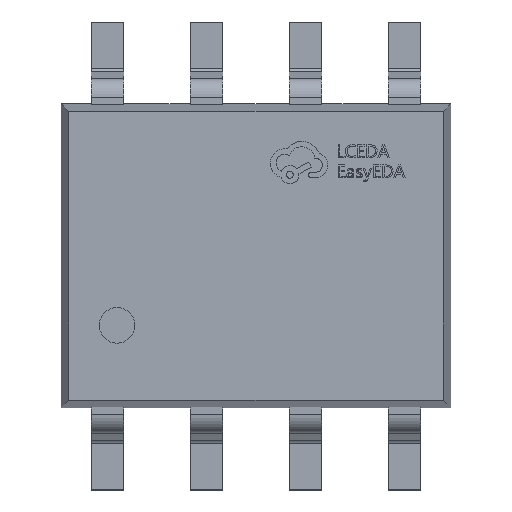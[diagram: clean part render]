
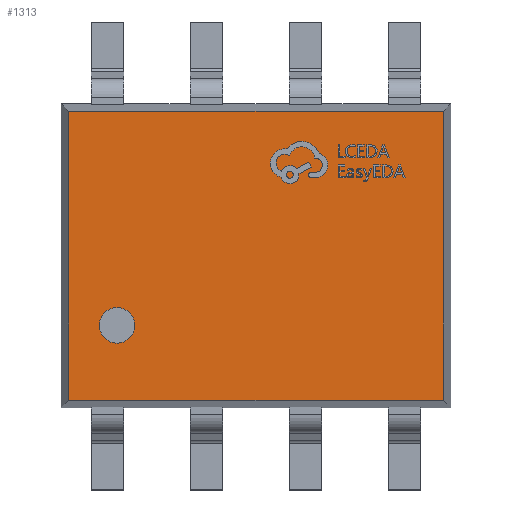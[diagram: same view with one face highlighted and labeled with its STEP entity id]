
A CAD part, top view. The second image highlights one B-rep face of the part: STEP entity #1313.
In plain terms, the highlighted planar face has unit normal (0, 0, 1).
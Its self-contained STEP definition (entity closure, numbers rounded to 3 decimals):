
#140 = VERTEX_POINT('',#141);
#141 = CARTESIAN_POINT('',(-1.555,-0.892,
    1.55));
#147 = EDGE_CURVE('',#148,#140,#150,.T.);
#148 = VERTEX_POINT('',#149);
#149 = CARTESIAN_POINT('',(-2.009,-0.892,
    1.55));
#150 = CIRCLE('',#151,0.227);
#151 = AXIS2_PLACEMENT_3D('',#152,#153,#154);
#152 = CARTESIAN_POINT('',(-1.782,-0.892,
    1.55));
#153 = DIRECTION('',(0.,0.,1.));
#154 = DIRECTION('',(1.,0.,-0.));
#868 = VERTEX_POINT('',#869);
#869 = CARTESIAN_POINT('',(-2.402,1.852,1.55
    ));
#875 = EDGE_CURVE('',#876,#868,#878,.T.);
#876 = VERTEX_POINT('',#877);
#877 = CARTESIAN_POINT('',(2.402,1.852,1.55)
  );
#878 = LINE('',#879,#880);
#879 = CARTESIAN_POINT('',(-2.5,1.852,1.55));
#880 = VECTOR('',#881,1.);
#881 = DIRECTION('',(-1.,0.,0.));
#1205 = VERTEX_POINT('',#1206);
#1206 = CARTESIAN_POINT('',(2.402,-1.852,
    1.55));
#1212 = EDGE_CURVE('',#1213,#1205,#1215,.T.);
#1213 = VERTEX_POINT('',#1214);
#1214 = CARTESIAN_POINT('',(-2.402,-1.852,
    1.55));
#1215 = LINE('',#1216,#1217);
#1216 = CARTESIAN_POINT('',(-2.5,-1.852,1.55));
#1217 = VECTOR('',#1218,1.);
#1218 = DIRECTION('',(1.,0.,0.));
#1285 = EDGE_CURVE('',#1205,#876,#1286,.T.);
#1286 = LINE('',#1287,#1288);
#1287 = CARTESIAN_POINT('',(2.402,1.95,1.55));
#1288 = VECTOR('',#1289,1.);
#1289 = DIRECTION('',(0.,1.,0.));
#1302 = EDGE_CURVE('',#868,#1213,#1303,.T.);
#1303 = LINE('',#1304,#1305);
#1304 = CARTESIAN_POINT('',(-2.402,1.95,1.55));
#1305 = VECTOR('',#1306,1.);
#1306 = DIRECTION('',(0.,-1.,0.));
#1313 = ADVANCED_FACE('',(#1314,#1324),#1330,.T.);
#1314 = FACE_BOUND('',#1315,.T.);
#1315 = EDGE_LOOP('',(#1316,#1323));
#1316 = ORIENTED_EDGE('',*,*,#1317,.F.);
#1317 = EDGE_CURVE('',#140,#148,#1318,.T.);
#1318 = CIRCLE('',#1319,0.227);
#1319 = AXIS2_PLACEMENT_3D('',#1320,#1321,#1322);
#1320 = CARTESIAN_POINT('',(-1.782,-0.892,
    1.55));
#1321 = DIRECTION('',(0.,0.,1.));
#1322 = DIRECTION('',(1.,0.,-0.));
#1323 = ORIENTED_EDGE('',*,*,#147,.F.);
#1324 = FACE_BOUND('',#1325,.T.);
#1325 = EDGE_LOOP('',(#1326,#1327,#1328,#1329));
#1326 = ORIENTED_EDGE('',*,*,#1285,.T.);
#1327 = ORIENTED_EDGE('',*,*,#875,.T.);
#1328 = ORIENTED_EDGE('',*,*,#1302,.T.);
#1329 = ORIENTED_EDGE('',*,*,#1212,.T.);
#1330 = PLANE('',#1331);
#1331 = AXIS2_PLACEMENT_3D('',#1332,#1333,#1334);
#1332 = CARTESIAN_POINT('',(0.,0.,1.55));
#1333 = DIRECTION('',(0.,0.,1.));
#1334 = DIRECTION('',(1.,0.,-0.));
